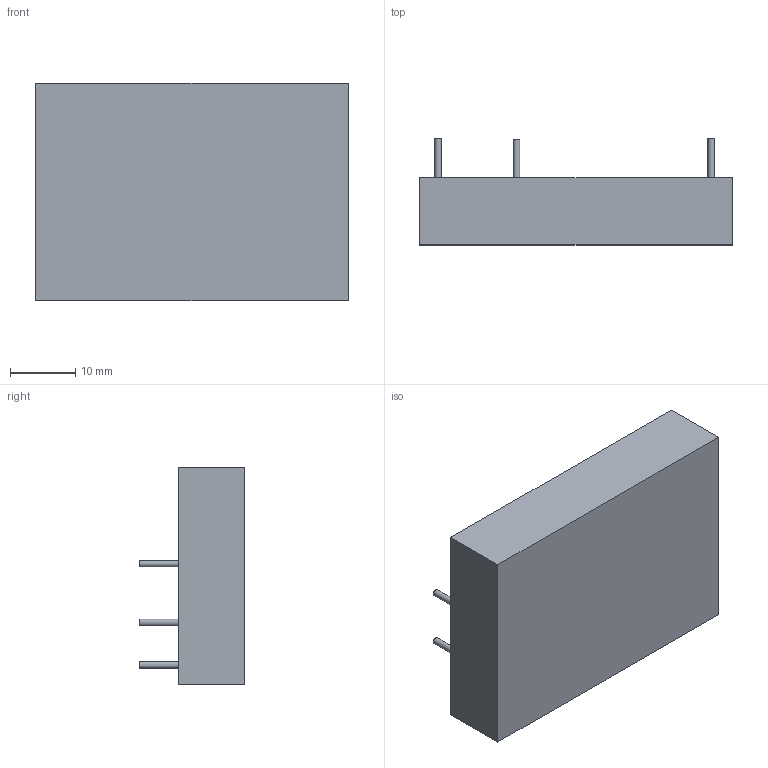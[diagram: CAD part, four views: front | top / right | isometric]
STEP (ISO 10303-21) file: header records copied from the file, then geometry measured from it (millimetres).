
FILE_DESCRIPTION(/* description */ (''),/* implementation_level */ '2;1');
FILE_NAME(/* name */ 'МРМ3-Х10ДМ.stp',/* time_stamp */ '2019-01-23T12:45:40+03:00',/* author */ ('abaranov'),/* organization */ (''),/* preprocessor_version */ 'ST-DEVELOPER v16.1',/* originating_system */ 'Autodesk Inventor 2016',/* authorisation */ '');
FILE_SCHEMA (('AUTOMOTIVE_DESIGN { 1 0 10303 214 3 1 1 }'));
Length unit declared in the file: millimetre
Products named in the file (1): МРМ3-Х10ДМ
Bounding box: 47.7 x 16.2 x 33.2 mm (x, y, z)
Volume: 16176.7 mm3; surface area: 4919.7 mm2
Topology: 6 solids, 6 shells, 21 faces, 27 edges, 18 vertices
Faces by surface type: plane 16, cylinder 5
Full cylindrical faces by diameter (mm): 1 x5
Entity records: 432 total; most frequent: DIRECTION 76, CARTESIAN_POINT 62, ORIENTED_EDGE 44, AXIS2_PLACEMENT_3D 32, EDGE_LOOP 26, EDGE_CURVE 22, FACE_OUTER_BOUND 21, ADVANCED_FACE 21
